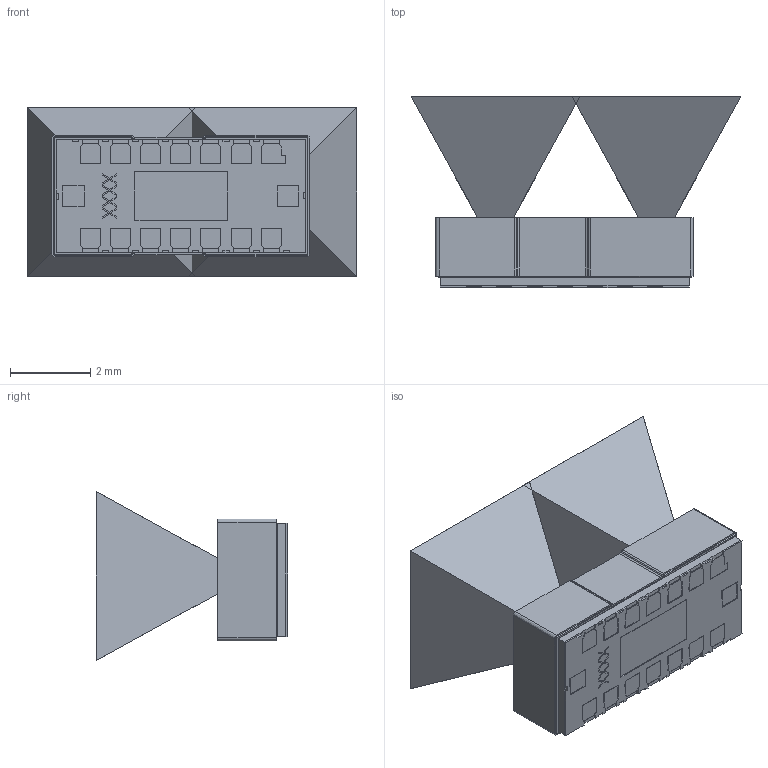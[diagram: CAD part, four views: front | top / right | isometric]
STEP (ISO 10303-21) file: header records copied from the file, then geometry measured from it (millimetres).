
FILE_DESCRIPTION (( 'STEP AP214' ), '1' );
FILE_NAME ('VL53L8 MODULE ASSEMBLY.STEP', '2023-08-08T11:26:08', ( '' ), ( '' ), 'SwSTEP 2.0', 'SolidWorks 2022', '' );
FILE_SCHEMA (( 'AUTOMOTIVE_DESIGN' ));
Length unit declared in the file: millimetre
Products named in the file (7): VL53L8 Tx Exclusion Cone; VL53L8 Substrate Assembly; VL53L8 Rx Exclusion Cone; VL53L8 SUBSTRATE; VL53L8 MODULE ASSEMBLY; VL53L8 Cap Assembly; VL53L8 CAP
Assembly tree (6 placements, depth 3):
  VL53L8 MODULE ASSEMBLY
    VL53L8 Substrate Assembly
      VL53L8 SUBSTRATE
    VL53L8 Cap Assembly
      VL53L8 CAP
    VL53L8 Rx Exclusion Cone
    VL53L8 Tx Exclusion Cone
Bounding box: 8.2 x 4.75 x 4.2 mm (x, y, z)
Volume: 31.2 mm3; surface area: 254.8 mm2
Topology: 4 solids, 4 shells, 569 faces, 1529 edges, 993 vertices
Faces by surface type: plane 451, cylinder 46, cone 38, bspline 34
Entity records: 20978 total; most frequent: CARTESIAN_POINT 4982, ORIENTED_EDGE 3058, DIRECTION 2675, EDGE_CURVE 1529, LINE 1279, VECTOR 1279, VERTEX_POINT 993, AXIS2_PLACEMENT_3D 698
